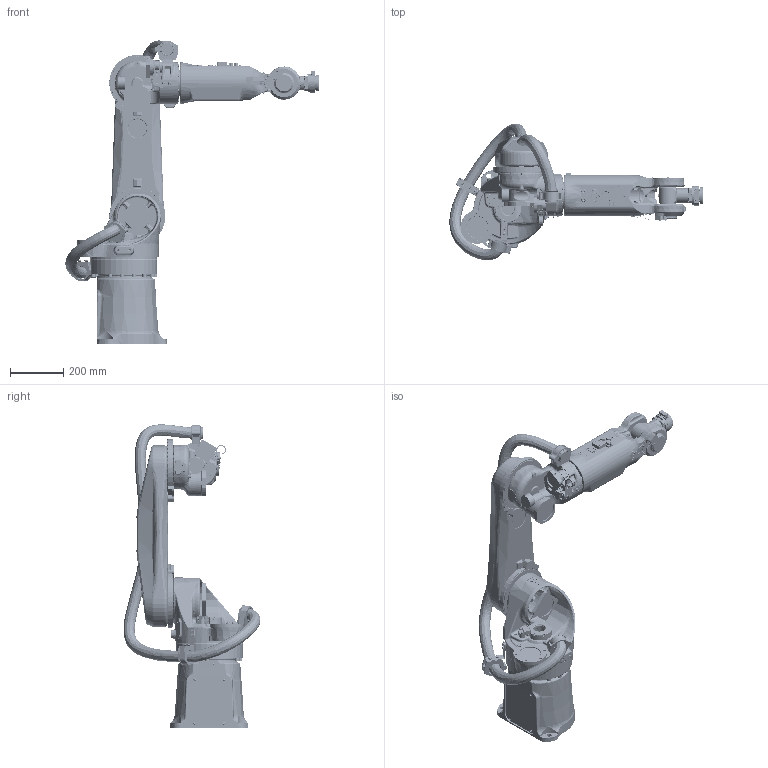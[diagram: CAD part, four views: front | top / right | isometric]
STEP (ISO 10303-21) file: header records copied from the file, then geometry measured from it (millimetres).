
FILE_DESCRIPTION(/* description */ ('Norm.iam Teamplte'),/* implementation_level */ '2;1');
FILE_NAME(/* name */ '3D-model_AT_00025-SE01_without_workingarea.stp',/* time_stamp */ '2025-06-30T12:46:20+02:00',/* author */ ('tim.stocker'),/* organization */ (''),/* preprocessor_version */ 'ST-DEVELOPER v19.2',/* originating_system */ 'Autodesk Inventor 2023',/* authorisation */ '');
FILE_SCHEMA (('AUTOMOTIVE_DESIGN { 1 0 10303 214 3 1 1 }'));
Length unit declared in the file: millimetre
Products named in the file (14): AT_00025-SE01_DUMMY articc6-1230-6kg; MT_WST00113845 Dummy Grundgestell; MT_BGR00108038 Dummy Karussell; MT_WST00120159; MT_WST00116848; MT_BGR00108039 Dummy Schwinge; MT_WST00120160; MT_WST00116846; MT_BGR00108040 Dummy Schulter; MT_WST00120158; MT_WST00116849; MT_WST00117274; MT_WST00117275; MT_WST00117264
Assembly tree (13 placements, depth 3):
  AT_00025-SE01_DUMMY articc6-1230-6kg
    MT_WST00113845 Dummy Grundgestell
    MT_BGR00108038 Dummy Karussell
      MT_WST00120159
      MT_WST00116848
    MT_BGR00108039 Dummy Schwinge
      MT_WST00120160
      MT_WST00116846
    MT_BGR00108040 Dummy Schulter
      MT_WST00120158
      MT_WST00116849
    MT_WST00117274
    MT_WST00117275
    MT_WST00117264
Bounding box: 950.17 x 513.43 x 1138.4 mm (x, y, z)
Volume: 41180929.1 mm3; surface area: 2413534.1 mm2
Topology: 7 solids, 14 shells, 5495 faces, 13196 edges, 8171 vertices
Faces by surface type: plane 2106, cylinder 1317, bspline 1157, cone 460, torus 431, sphere 24
Full cylindrical faces by diameter (mm): 2.459 x37, 2.5 x4, 2.6 x18, 3 x13, 3.2 x7, 3.242 x16, 3.3 x9, 3.4 x4, 3.5 x20, 3.8 x5, 4 x5, 4.134 x7, 4.9 x2, 4.917 x15, 5 x9, 5.347 x2, 5.5 x62, 5.8 x6, 6 x38, 6.3 x2, 6.4 x5, 6.5 x26, 6.6 x4, 6.647 x5, 7 x5, 7.53 x1, 7.6 x4, 8 x5, 8.5 x16, 8.8 x2
Entity records: 208755 total; most frequent: CARTESIAN_POINT 79843, ORIENTED_EDGE 26090, DIRECTION 24499, EDGE_CURVE 13048, AXIS2_PLACEMENT_3D 9781, VERTEX_POINT 8170, EDGE_LOOP 6224, FACE_OUTER_BOUND 5494
